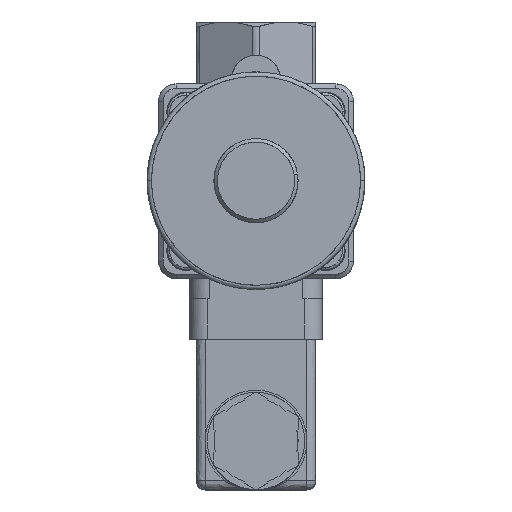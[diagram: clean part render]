
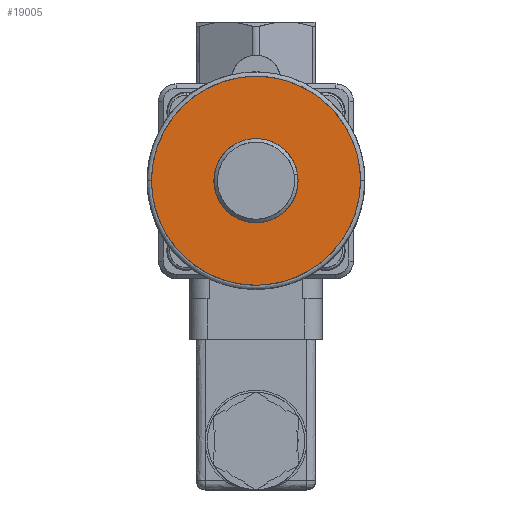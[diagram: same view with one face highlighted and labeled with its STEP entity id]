
A CAD part, top view. The second image highlights one B-rep face of the part: STEP entity #19005.
In plain terms, the highlighted free-form (B-spline) face has degree [1, 1] with [2, 2] control points.
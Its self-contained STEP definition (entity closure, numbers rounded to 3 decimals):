
#18984 = CARTESIAN_POINT ('', (0., 21.1, 95.6));
#18985 = VERTEX_POINT ('', #18984);
#18986 = CARTESIAN_POINT ('', (0., 21.1, 95.6));
#18987 = CARTESIAN_POINT ('', (-23.6, 21.1, 95.6));
#18988 = CARTESIAN_POINT ('', (-23.6, -2.5, 95.6));
#18989 = CARTESIAN_POINT ('', (-23.6, -26.1, 95.6));
#18990 = CARTESIAN_POINT ('', (0., -26.1, 95.6));
#18991 = CARTESIAN_POINT ('', (23.6, -26.1, 95.6));
#18992 = CARTESIAN_POINT ('', (23.6, -2.5, 95.6));
#18993 = CARTESIAN_POINT ('', (23.6, 21.1, 95.6));
#18994 = CARTESIAN_POINT ('', (0., 21.1, 95.6));
#18995 = (
   BOUNDED_CURVE ()
   B_SPLINE_CURVE (2, (#18986, #18987, #18988, #18989, #18990, #18991, #18992, #18993, #18994), .UNSPECIFIED., .T., .U.)
   B_SPLINE_CURVE_WITH_KNOTS ((3, 2, 2, 2, 3), (0., 90., 180., 270., 360.), .UNSPECIFIED.)
   CURVE ()
   GEOMETRIC_REPRESENTATION_ITEM ()
   RATIONAL_B_SPLINE_CURVE ((1., 0.707, 1., 0.707, 1., 0.707, 1., 0.707, 1.))
   REPRESENTATION_ITEM ('')
);
#18996 = EDGE_CURVE ('', #18985, #18985, #18995, .T.);
#18997 = ORIENTED_EDGE ('', *, *, #18996, .T.);
#18998 = EDGE_LOOP ('', (#18997));
#18999 = FACE_OUTER_BOUND ('', #18998, .T.);
#19000 = CARTESIAN_POINT ('', (-23.601, -26.101, 95.6));
#19001 = CARTESIAN_POINT ('', (-23.601, 21.101, 95.6));
#19002 = CARTESIAN_POINT ('', (23.601, -26.101, 95.6));
#19003 = CARTESIAN_POINT ('', (23.601, 21.101, 95.6));
#19004 = B_SPLINE_SURFACE_WITH_KNOTS ('', 1, 1, ((#19000, #19001), (#19002, #19003)), .UNSPECIFIED., .F., .F., .U., (2, 2), (2, 2), (4.839, 52.041), (4.839, 52.041), .UNSPECIFIED.);
#19005 = ADVANCED_FACE ('', (#18999), #19004, .T.);
